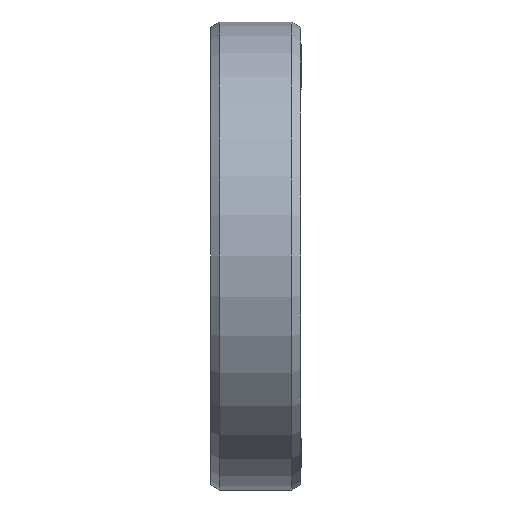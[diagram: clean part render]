
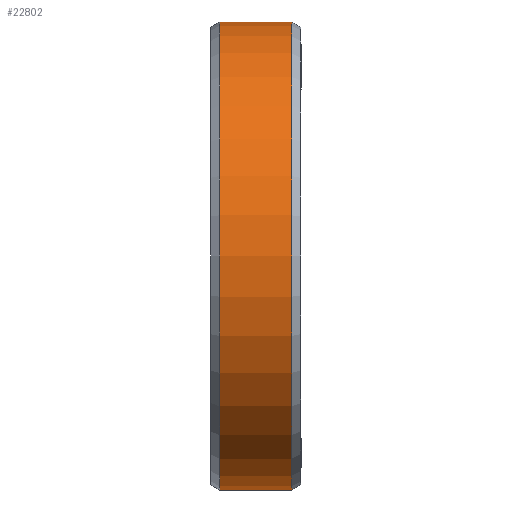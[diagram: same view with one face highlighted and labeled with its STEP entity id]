
A CAD part, left-side view. The second image highlights one B-rep face of the part: STEP entity #22802.
In plain terms, the highlighted cylindrical face has radius 26 mm (diameter 52 mm), a partial arc.
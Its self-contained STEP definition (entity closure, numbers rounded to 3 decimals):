
#22112=DIRECTION('',(0.,1.,0.));
#22113=VECTOR('',#22112,8.);
#22114=CARTESIAN_POINT('',(0.,-4.,-26.));
#22115=LINE('',#22114,#22113);
#22119=DIRECTION('',(0.,1.,0.));
#22120=VECTOR('',#22119,8.);
#22121=CARTESIAN_POINT('',(0.,-4.,26.));
#22122=LINE('',#22121,#22120);
#22126=CARTESIAN_POINT('',(0.,-4.,0.));
#22127=DIRECTION('',(0.,1.,0.));
#22128=DIRECTION('',(0.,0.,-1.));
#22129=AXIS2_PLACEMENT_3D('',#22126,#22127,#22128);
#22164=CARTESIAN_POINT('',(0.,4.,0.));
#22165=DIRECTION('',(0.,1.,0.));
#22166=DIRECTION('',(0.,0.,-1.));
#22167=AXIS2_PLACEMENT_3D('',#22164,#22165,#22166);
#22197=CARTESIAN_POINT('',(0.,-4.,-26.));
#22199=VERTEX_POINT('',#22197);
#22200=CARTESIAN_POINT('',(0.,4.,-26.));
#22201=VERTEX_POINT('',#22200);
#22229=CARTESIAN_POINT('',(0.,-4.,26.));
#22231=VERTEX_POINT('',#22229);
#22232=CARTESIAN_POINT('',(0.,4.,26.));
#22233=VERTEX_POINT('',#22232);
#22788=CARTESIAN_POINT('',(0.,27.093,0.));
#22789=DIRECTION('',(0.,-1.,0.));
#22790=DIRECTION('',(0.,0.,1.));
#22791=AXIS2_PLACEMENT_3D('',#22788,#22789,#22790);
#22792=CYLINDRICAL_SURFACE('',#22791,26.);
#22794=ORIENTED_EDGE('',*,*,#22793,.T.);
#22796=ORIENTED_EDGE('',*,*,#22795,.T.);
#22798=ORIENTED_EDGE('',*,*,#22797,.F.);
#22799=ORIENTED_EDGE('',*,*,#22774,.F.);
#22800=EDGE_LOOP('',(#22794,#22796,#22798,#22799));
#22801=FACE_OUTER_BOUND('',#22800,.F.);
#22130=CIRCLE('',#22129,26.);
#22168=CIRCLE('',#22167,26.);
#22774=EDGE_CURVE('',#22199,#22231,#22130,.T.);
#22793=EDGE_CURVE('',#22199,#22201,#22115,.T.);
#22795=EDGE_CURVE('',#22201,#22233,#22168,.T.);
#22797=EDGE_CURVE('',#22231,#22233,#22122,.T.);
#22802=ADVANCED_FACE('',(#22801),#22792,.T.);
